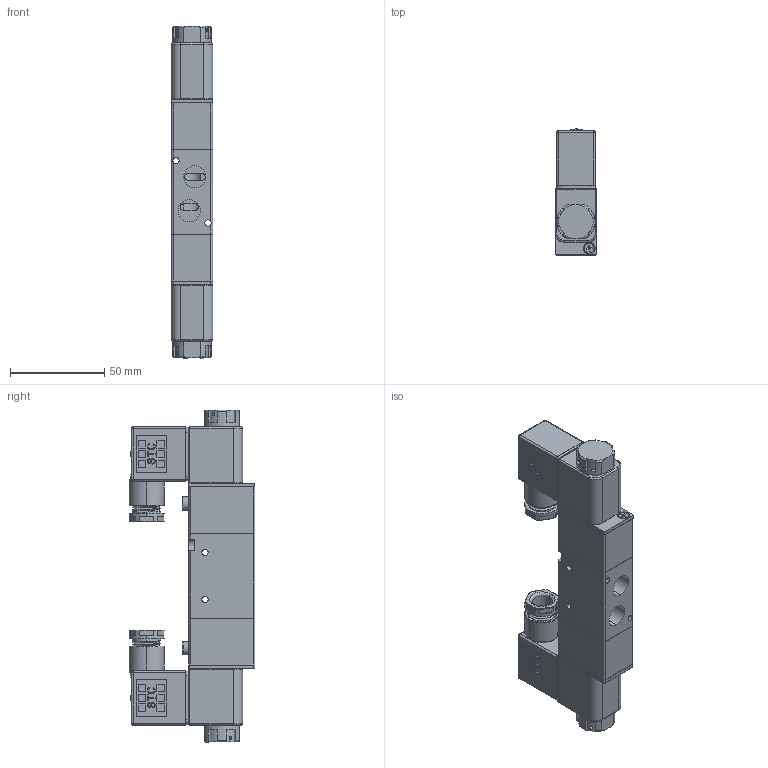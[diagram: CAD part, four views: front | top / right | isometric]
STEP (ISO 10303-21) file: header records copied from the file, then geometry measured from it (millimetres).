
FILE_DESCRIPTION (( 'STEP AP203' ), '1' );
FILE_NAME ('3V220-08-D.step', '2016-11-16T22:58:43', ( '' ), ( '' ), 'SwSTEP 2.0', 'SolidWorks 2016', '' );
FILE_SCHEMA (( 'CONFIG_CONTROL_DESIGN' ));
Length unit declared in the file: millimetre
Products named in the file (1): 3V220-08-D
Bounding box: 22 x 66.8 x 176.15 mm (x, y, z)
Volume: 121844.2 mm3; surface area: 54136.1 mm2
Topology: 15 solids, 16 shells, 1703 faces, 4867 edges, 3257 vertices
Faces by surface type: plane 966, cylinder 485, bspline 196, cone 56
Entity records: 83246 total; most frequent: CARTESIAN_POINT 41485, ORIENTED_EDGE 9690, DIRECTION 7153, EDGE_CURVE 4845, VERTEX_POINT 3257, LINE 2879, VECTOR 2879, AXIS2_PLACEMENT_3D 2137
